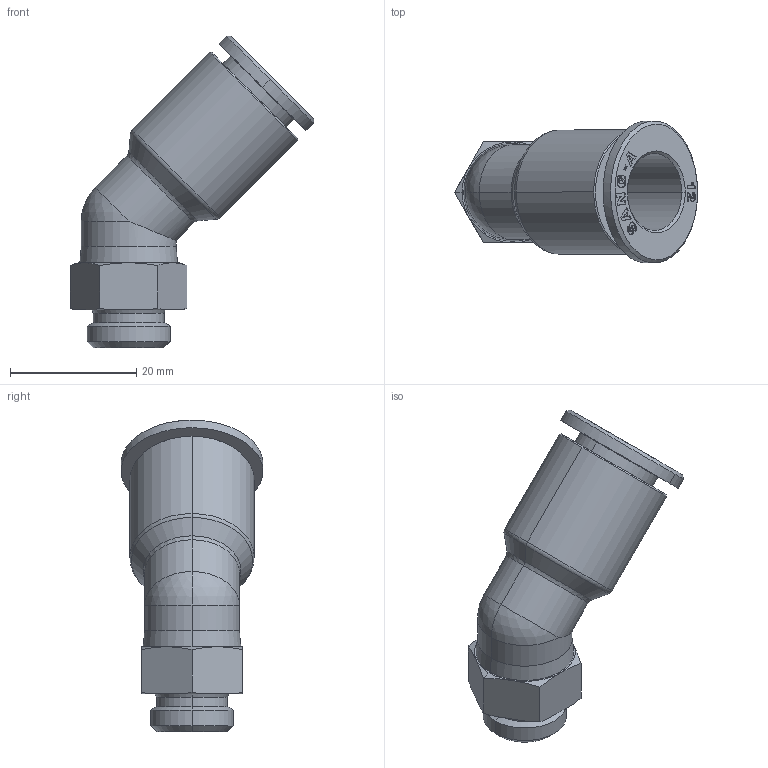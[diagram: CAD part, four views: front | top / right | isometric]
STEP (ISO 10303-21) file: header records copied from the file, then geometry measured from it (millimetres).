
FILE_DESCRIPTION((''),'2;1');
FILE_NAME('GPL45 12G02(3D).stp','2012-12-21T09:42:11',(''),(''),'Mechanical Desktop.R8.0.24.0','Mechanical Desktop.R8.0.24.0',', , ');
FILE_SCHEMA(('CONFIG_CONTROL_DESIGN'));
Length unit declared in the file: millimetre
Products named in the file (2): GPL45 12G02(3D); 睡ヶ1
Assembly tree (1 placements, depth 2):
  GPL45 12G02(3D)
    睡ヶ1
Bounding box: 38.55 x 22.5 x 49.41 mm (x, y, z)
Volume: 8836.7 mm3; surface area: 4923.5 mm2
Topology: 1 solids, 1 shells, 413 faces, 1147 edges, 751 vertices
Faces by surface type: plane 346, cone 36, cylinder 17, bspline 10, sphere 2, torus 2
Entity records: 13575 total; most frequent: CARTESIAN_POINT 2970, ORIENTED_EDGE 2290, DIRECTION 1996, EDGE_CURVE 1145, VECTOR 1026, LINE 1026, VERTEX_POINT 751, AXIS2_PLACEMENT_3D 485
